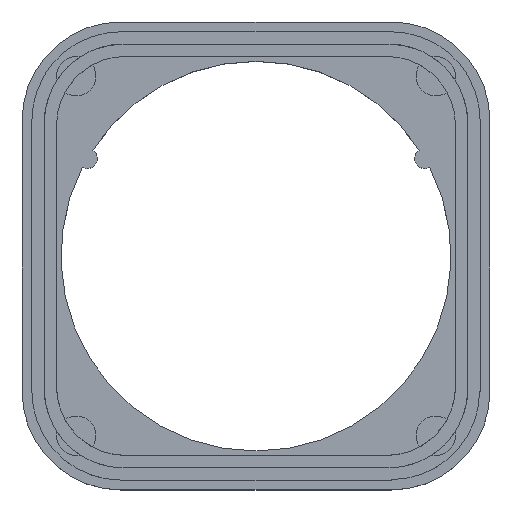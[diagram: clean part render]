
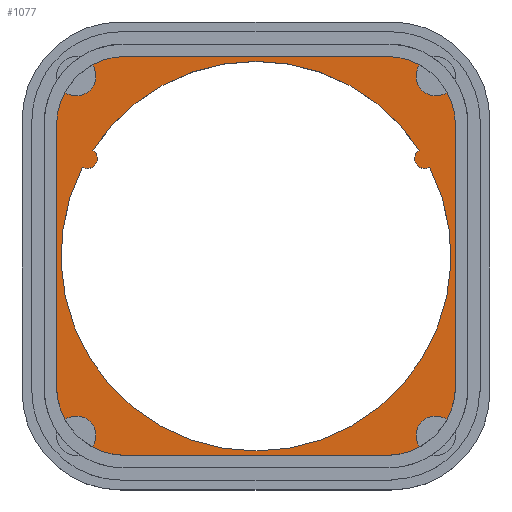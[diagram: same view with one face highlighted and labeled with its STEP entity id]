
A CAD part, top view. The second image highlights one B-rep face of the part: STEP entity #1077.
In plain terms, the highlighted planar face has unit normal (0, 0, 1).
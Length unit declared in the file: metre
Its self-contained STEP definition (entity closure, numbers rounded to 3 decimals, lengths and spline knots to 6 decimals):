
#66=LINE('',#1711,#156);
#72=LINE('',#1728,#162);
#78=LINE('',#1745,#168);
#84=LINE('',#1765,#174);
#156=VECTOR('',#1356,1.);
#162=VECTOR('',#1372,1.);
#168=VECTOR('',#1388,1.);
#174=VECTOR('',#1406,1.);
#416=ORIENTED_EDGE('',*,*,#670,.F.);
#417=ORIENTED_EDGE('',*,*,#589,.F.);
#418=ORIENTED_EDGE('',*,*,#623,.F.);
#419=ORIENTED_EDGE('',*,*,#619,.F.);
#420=ORIENTED_EDGE('',*,*,#671,.F.);
#421=ORIENTED_EDGE('',*,*,#622,.F.);
#422=ORIENTED_EDGE('',*,*,#613,.T.);
#423=ORIENTED_EDGE('',*,*,#610,.F.);
#424=ORIENTED_EDGE('',*,*,#672,.F.);
#425=ORIENTED_EDGE('',*,*,#607,.F.);
#426=ORIENTED_EDGE('',*,*,#604,.T.);
#427=ORIENTED_EDGE('',*,*,#601,.F.);
#428=ORIENTED_EDGE('',*,*,#673,.F.);
#429=ORIENTED_EDGE('',*,*,#598,.F.);
#430=ORIENTED_EDGE('',*,*,#595,.F.);
#431=ORIENTED_EDGE('',*,*,#592,.F.);
#432=ORIENTED_EDGE('',*,*,#674,.F.);
#433=ORIENTED_EDGE('',*,*,#675,.T.);
#434=ORIENTED_EDGE('',*,*,#667,.F.);
#435=ORIENTED_EDGE('',*,*,#676,.T.);
#589=EDGE_CURVE('',#743,#744,#836,.F.);
#592=EDGE_CURVE('',#745,#746,#837,.F.);
#595=EDGE_CURVE('',#746,#748,#66,.T.);
#598=EDGE_CURVE('',#748,#750,#839,.F.);
#601=EDGE_CURVE('',#751,#752,#840,.F.);
#604=EDGE_CURVE('',#754,#752,#72,.T.);
#607=EDGE_CURVE('',#754,#756,#842,.F.);
#610=EDGE_CURVE('',#757,#758,#843,.F.);
#613=EDGE_CURVE('',#760,#758,#78,.T.);
#619=EDGE_CURVE('',#765,#766,#846,.F.);
#622=EDGE_CURVE('',#760,#763,#848,.F.);
#623=EDGE_CURVE('',#766,#743,#84,.T.);
#667=EDGE_CURVE('',#799,#800,#868,.T.);
#670=EDGE_CURVE('',#744,#745,#870,.T.);
#671=EDGE_CURVE('',#763,#765,#871,.T.);
#672=EDGE_CURVE('',#756,#757,#872,.T.);
#673=EDGE_CURVE('',#750,#751,#873,.T.);
#674=EDGE_CURVE('',#802,#803,#874,.T.);
#675=EDGE_CURVE('',#802,#800,#875,.T.);
#676=EDGE_CURVE('',#799,#803,#876,.T.);
#743=VERTEX_POINT('',#1699);
#744=VERTEX_POINT('',#1701);
#745=VERTEX_POINT('',#1704);
#746=VERTEX_POINT('',#1706);
#748=VERTEX_POINT('',#1712);
#750=VERTEX_POINT('',#1718);
#751=VERTEX_POINT('',#1721);
#752=VERTEX_POINT('',#1723);
#754=VERTEX_POINT('',#1729);
#756=VERTEX_POINT('',#1735);
#757=VERTEX_POINT('',#1738);
#758=VERTEX_POINT('',#1740);
#760=VERTEX_POINT('',#1746);
#763=VERTEX_POINT('',#1753);
#765=VERTEX_POINT('',#1757);
#766=VERTEX_POINT('',#1759);
#799=VERTEX_POINT('',#1851);
#800=VERTEX_POINT('',#1853);
#802=VERTEX_POINT('',#1863);
#803=VERTEX_POINT('',#1864);
#836=CIRCLE('',#1153,0.014);
#837=CIRCLE('',#1154,0.014);
#839=CIRCLE('',#1158,0.014);
#840=CIRCLE('',#1159,0.014);
#842=CIRCLE('',#1163,0.014);
#843=CIRCLE('',#1164,0.014);
#846=CIRCLE('',#1169,0.014);
#848=CIRCLE('',#1171,0.014);
#868=CIRCLE('',#1203,0.0396);
#870=CIRCLE('',#1206,0.004);
#871=CIRCLE('',#1207,0.004);
#872=CIRCLE('',#1208,0.004);
#873=CIRCLE('',#1209,0.004);
#874=CIRCLE('',#1210,0.0395);
#875=CIRCLE('',#1211,0.002);
#876=CIRCLE('',#1212,0.002);
#921=EDGE_LOOP('',(#416,#417,#418,#419,#420,#421,#422,#423,#424,#425,#426,
#427,#428,#429,#430,#431));
#922=EDGE_LOOP('',(#432,#433,#434,#435));
#985=FACE_BOUND('',#921,.T.);
#986=FACE_BOUND('',#922,.T.);
#1033=PLANE('',#1205);
#1077=ADVANCED_FACE('',(#985,#986),#1033,.T.);
#1153=AXIS2_PLACEMENT_3D('',#1700,#1345,#1346);
#1154=AXIS2_PLACEMENT_3D('',#1705,#1349,#1350);
#1158=AXIS2_PLACEMENT_3D('',#1717,#1361,#1362);
#1159=AXIS2_PLACEMENT_3D('',#1722,#1365,#1366);
#1163=AXIS2_PLACEMENT_3D('',#1734,#1377,#1378);
#1164=AXIS2_PLACEMENT_3D('',#1739,#1381,#1382);
#1169=AXIS2_PLACEMENT_3D('',#1758,#1397,#1398);
#1171=AXIS2_PLACEMENT_3D('',#1763,#1402,#1403);
#1203=AXIS2_PLACEMENT_3D('',#1852,#1491,#1492);
#1205=AXIS2_PLACEMENT_3D('',#1857,#1496,#1497);
#1206=AXIS2_PLACEMENT_3D('',#1858,#1498,#1499);
#1207=AXIS2_PLACEMENT_3D('',#1859,#1500,#1501);
#1208=AXIS2_PLACEMENT_3D('',#1860,#1502,#1503);
#1209=AXIS2_PLACEMENT_3D('',#1861,#1504,#1505);
#1210=AXIS2_PLACEMENT_3D('',#1862,#1506,#1507);
#1211=AXIS2_PLACEMENT_3D('',#1865,#1508,#1509);
#1212=AXIS2_PLACEMENT_3D('',#1866,#1510,#1511);
#1345=DIRECTION('',(0.,0.,1.));
#1346=DIRECTION('',(1.,0.,0.));
#1349=DIRECTION('',(0.,0.,1.));
#1350=DIRECTION('',(1.,0.,0.));
#1356=DIRECTION('',(0.,-1.,0.));
#1361=DIRECTION('',(0.,0.,1.));
#1362=DIRECTION('',(1.,0.,0.));
#1365=DIRECTION('',(0.,0.,1.));
#1366=DIRECTION('',(1.,0.,0.));
#1372=DIRECTION('',(1.,0.,0.));
#1377=DIRECTION('',(0.,0.,1.));
#1378=DIRECTION('',(1.,0.,0.));
#1381=DIRECTION('',(0.,0.,1.));
#1382=DIRECTION('',(1.,0.,0.));
#1388=DIRECTION('',(0.,-1.,0.));
#1397=DIRECTION('',(0.,0.,1.));
#1398=DIRECTION('',(1.,0.,0.));
#1402=DIRECTION('',(0.,0.,1.));
#1403=DIRECTION('',(1.,0.,0.));
#1406=DIRECTION('',(1.,0.,0.));
#1491=DIRECTION('',(0.,0.,1.));
#1492=DIRECTION('',(1.,0.,0.));
#1496=DIRECTION('',(0.,0.,1.));
#1497=DIRECTION('',(1.,0.,0.));
#1498=DIRECTION('',(0.,0.,1.));
#1499=DIRECTION('',(1.,0.,0.));
#1500=DIRECTION('',(0.,0.,1.));
#1501=DIRECTION('',(1.,0.,0.));
#1502=DIRECTION('',(0.,0.,1.));
#1503=DIRECTION('',(1.,0.,0.));
#1504=DIRECTION('',(0.,0.,1.));
#1505=DIRECTION('',(1.,0.,0.));
#1506=DIRECTION('',(0.,0.,1.));
#1507=DIRECTION('',(1.,0.,0.));
#1508=DIRECTION('',(0.,0.,1.));
#1509=DIRECTION('',(1.,0.,0.));
#1510=DIRECTION('',(0.,0.,1.));
#1511=DIRECTION('',(1.,0.,0.));
#1699=CARTESIAN_POINT('',(0.0265,0.0405,-0.0001));
#1700=CARTESIAN_POINT('',(0.0265,0.0265,-0.0001));
#1701=CARTESIAN_POINT('',(0.033216,0.038784,-0.0001));
#1704=CARTESIAN_POINT('',(0.038784,0.033216,-0.0001));
#1705=CARTESIAN_POINT('',(0.0265,0.0265,-0.0001));
#1706=CARTESIAN_POINT('',(0.0405,0.0265,-0.0001));
#1711=CARTESIAN_POINT('',(0.0405,0.,-0.0001));
#1712=CARTESIAN_POINT('',(0.0405,-0.0265,-0.0001));
#1717=CARTESIAN_POINT('',(0.0265,-0.0265,-0.0001));
#1718=CARTESIAN_POINT('',(0.038784,-0.033216,-0.0001));
#1721=CARTESIAN_POINT('',(0.033216,-0.038784,-0.0001));
#1722=CARTESIAN_POINT('',(0.0265,-0.0265,-0.0001));
#1723=CARTESIAN_POINT('',(0.0265,-0.0405,-0.0001));
#1728=CARTESIAN_POINT('',(0.,-0.0405,-0.0001));
#1729=CARTESIAN_POINT('',(-0.0265,-0.0405,-0.0001));
#1734=CARTESIAN_POINT('',(-0.0265,-0.0265,-0.0001));
#1735=CARTESIAN_POINT('',(-0.033216,-0.038784,-0.0001));
#1738=CARTESIAN_POINT('',(-0.038784,-0.033216,-0.0001));
#1739=CARTESIAN_POINT('',(-0.0265,-0.0265,-0.0001));
#1740=CARTESIAN_POINT('',(-0.0405,-0.0265,-0.0001));
#1745=CARTESIAN_POINT('',(-0.0405,0.,-0.0001));
#1746=CARTESIAN_POINT('',(-0.0405,0.0265,-0.0001));
#1753=CARTESIAN_POINT('',(-0.038784,0.033216,-0.0001));
#1757=CARTESIAN_POINT('',(-0.033216,0.038784,-0.0001));
#1758=CARTESIAN_POINT('',(-0.0265,0.0265,-0.0001));
#1759=CARTESIAN_POINT('',(-0.0265,0.0405,-0.0001));
#1763=CARTESIAN_POINT('',(-0.0265,0.0265,-0.0001));
#1765=CARTESIAN_POINT('',(0.,0.0405,-0.0001));
#1851=CARTESIAN_POINT('',(-0.035251,0.018043,-0.0001));
#1852=CARTESIAN_POINT('',(0.,0.,-0.0001));
#1853=CARTESIAN_POINT('',(0.035251,0.018043,-0.0001));
#1857=CARTESIAN_POINT('',(0.,0.,-0.0001));
#1858=CARTESIAN_POINT('',(0.0365,0.0365,-0.0001));
#1859=CARTESIAN_POINT('',(-0.0365,0.0365,-0.0001));
#1860=CARTESIAN_POINT('',(-0.0365,-0.0365,-0.0001));
#1861=CARTESIAN_POINT('',(0.0365,-0.0365,-0.0001));
#1862=CARTESIAN_POINT('',(0.,0.,-0.0001));
#1863=CARTESIAN_POINT('',(0.033164,0.021456,-0.0001));
#1864=CARTESIAN_POINT('',(-0.033164,0.021456,-0.0001));
#1865=CARTESIAN_POINT('',(0.034208,0.01975,-0.0001));
#1866=CARTESIAN_POINT('',(-0.034208,0.01975,-0.0001));
